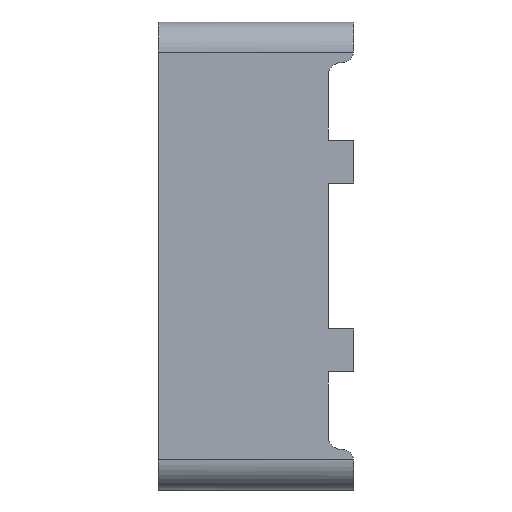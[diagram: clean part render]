
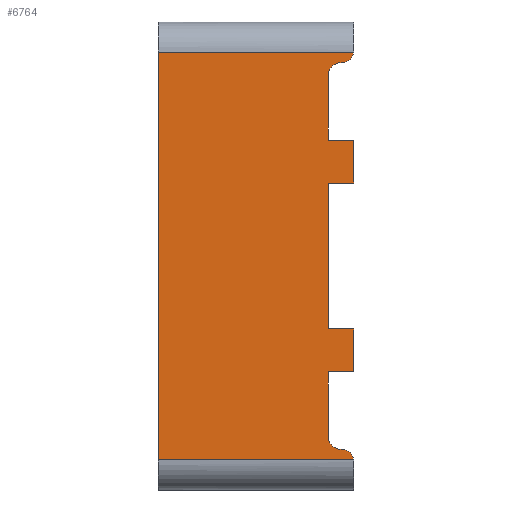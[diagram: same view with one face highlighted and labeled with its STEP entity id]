
A CAD part, left-side view. The second image highlights one B-rep face of the part: STEP entity #6764.
In plain terms, the highlighted planar face has unit normal (-1, 0, 0).
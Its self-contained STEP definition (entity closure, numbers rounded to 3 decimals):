
#55 = CARTESIAN_POINT ( 'NONE',  ( -54.5, 6., 27. ) ) ;
#201 = VECTOR ( 'NONE', #3976, 1000. ) ;
#235 = ORIENTED_EDGE ( 'NONE', *, *, #4415, .T. ) ;
#512 = CARTESIAN_POINT ( 'NONE',  ( -54.5, 0.042, -47.5 ) ) ;
#637 = VERTEX_POINT ( 'NONE', #12409 ) ;
#640 = CARTESIAN_POINT ( 'NONE',  ( -54.5, 6., 45. ) ) ;
#815 = CARTESIAN_POINT ( 'NONE',  ( -54.5, 3., -42. ) ) ;
#834 = CARTESIAN_POINT ( 'NONE',  ( -54.5, 0., -27. ) ) ;
#894 = VECTOR ( 'NONE', #12675, 1000. ) ;
#896 = LINE ( 'NONE', #834, #8245 ) ;
#927 = AXIS2_PLACEMENT_3D ( 'NONE', #11473, #9659, #3656 ) ;
#1081 = VERTEX_POINT ( 'NONE', #9672 ) ;
#1127 = ORIENTED_EDGE ( 'NONE', *, *, #6897, .T. ) ;
#1214 = ORIENTED_EDGE ( 'NONE', *, *, #7396, .T. ) ;
#1235 = CARTESIAN_POINT ( 'NONE',  ( -54.5, 45.6, 47.5 ) ) ;
#1259 = CARTESIAN_POINT ( 'NONE',  ( -54.5, 0., 27. ) ) ;
#1277 = LINE ( 'NONE', #12114, #5893 ) ;
#1362 = PLANE ( 'NONE',  #4911 ) ;
#1500 = VERTEX_POINT ( 'NONE', #7525 ) ;
#1748 = CARTESIAN_POINT ( 'NONE',  ( -54.5, 3., -45. ) ) ;
#1798 = CARTESIAN_POINT ( 'NONE',  ( -54.5, 0., -17. ) ) ;
#1807 = ORIENTED_EDGE ( 'NONE', *, *, #5765, .T. ) ;
#1901 = CARTESIAN_POINT ( 'NONE',  ( -54.5, 6., 42. ) ) ;
#1906 = CARTESIAN_POINT ( 'NONE',  ( -54.5, 45.6, 47.5 ) ) ;
#2003 = LINE ( 'NONE', #2841, #9440 ) ;
#2131 = DIRECTION ( 'NONE',  ( 0., 0., -1. ) ) ;
#2157 = LINE ( 'NONE', #1259, #3219 ) ;
#2432 = DIRECTION ( 'NONE',  ( 0., 0., 1. ) ) ;
#2441 = DIRECTION ( 'NONE',  ( 0., 0., 1. ) ) ;
#2533 = AXIS2_PLACEMENT_3D ( 'NONE', #9974, #9131, #7070 ) ;
#2563 = LINE ( 'NONE', #12124, #6413 ) ;
#2674 = LINE ( 'NONE', #6603, #894 ) ;
#2702 = EDGE_CURVE ( 'NONE', #6878, #5457, #4424, .T. ) ;
#2809 = EDGE_CURVE ( 'NONE', #4780, #6878, #4697, .T. ) ;
#2841 = CARTESIAN_POINT ( 'NONE',  ( -54.5, 0., 27. ) ) ;
#2935 = DIRECTION ( 'NONE',  ( 0., 0., 1. ) ) ;
#2948 = LINE ( 'NONE', #9786, #201 ) ;
#2981 = DIRECTION ( 'NONE',  ( 0., 1., 0. ) ) ;
#3077 = AXIS2_PLACEMENT_3D ( 'NONE', #6612, #10556, #8915 ) ;
#3219 = VECTOR ( 'NONE', #10025, 1000. ) ;
#3336 = VERTEX_POINT ( 'NONE', #1906 ) ;
#3345 = CARTESIAN_POINT ( 'NONE',  ( -54.5, 3., 45. ) ) ;
#3416 = CARTESIAN_POINT ( 'NONE',  ( -54.5, 6., -42. ) ) ;
#3656 = DIRECTION ( 'NONE',  ( 0., 0., -1. ) ) ;
#3835 = LINE ( 'NONE', #4931, #8634 ) ;
#3976 = DIRECTION ( 'NONE',  ( 0., -1., 0. ) ) ;
#4129 = VERTEX_POINT ( 'NONE', #55 ) ;
#4179 = CIRCLE ( 'NONE', #2533, 3. ) ;
#4213 = EDGE_CURVE ( 'NONE', #1500, #637, #2157, .T. ) ;
#4307 = VECTOR ( 'NONE', #6564, 1000. ) ;
#4415 = EDGE_CURVE ( 'NONE', #6649, #1081, #1277, .T. ) ;
#4424 = CIRCLE ( 'NONE', #927, 3. ) ;
#4635 = VECTOR ( 'NONE', #8626, 1000. ) ;
#4682 = DIRECTION ( 'NONE',  ( 1., 0., 0. ) ) ;
#4697 = LINE ( 'NONE', #9401, #4635 ) ;
#4780 = VERTEX_POINT ( 'NONE', #11069 ) ;
#4810 = DIRECTION ( 'NONE',  ( 0., 0., -1. ) ) ;
#4911 = AXIS2_PLACEMENT_3D ( 'NONE', #1235, #9220, #2131 ) ;
#4931 = CARTESIAN_POINT ( 'NONE',  ( -54.5, 6., 45. ) ) ;
#5126 = VECTOR ( 'NONE', #2981, 1000. ) ;
#5142 = CIRCLE ( 'NONE', #3077, 3. ) ;
#5215 = DIRECTION ( 'NONE',  ( 0., 1., 0. ) ) ;
#5457 = VERTEX_POINT ( 'NONE', #1748 ) ;
#5765 = EDGE_CURVE ( 'NONE', #5457, #9419, #7402, .T. ) ;
#5879 = EDGE_CURVE ( 'NONE', #9419, #10111, #3835, .T. ) ;
#5893 = VECTOR ( 'NONE', #2432, 1000. ) ;
#5907 = CARTESIAN_POINT ( 'NONE',  ( -54.5, 6., -27. ) ) ;
#6331 = EDGE_CURVE ( 'NONE', #1500, #1081, #7886, .T. ) ;
#6413 = VECTOR ( 'NONE', #2441, 1000. ) ;
#6564 = DIRECTION ( 'NONE',  ( 0., 0., 1. ) ) ;
#6598 = CARTESIAN_POINT ( 'NONE',  ( -54.5, 0.042, 47.5 ) ) ;
#6603 = CARTESIAN_POINT ( 'NONE',  ( -54.5, 0., -17. ) ) ;
#6612 = CARTESIAN_POINT ( 'NONE',  ( -54.5, 3., 42. ) ) ;
#6618 = EDGE_CURVE ( 'NONE', #637, #4129, #2003, .T. ) ;
#6643 = ORIENTED_EDGE ( 'NONE', *, *, #5879, .T. ) ;
#6649 = VERTEX_POINT ( 'NONE', #6706 ) ;
#6706 = CARTESIAN_POINT ( 'NONE',  ( -54.5, 6., -17. ) ) ;
#6764 = ADVANCED_FACE ( 'NONE', ( #8257 ), #1362, .F. ) ;
#6830 = DIRECTION ( 'NONE',  ( 0., 1., 0. ) ) ;
#6878 = VERTEX_POINT ( 'NONE', #512 ) ;
#6897 = EDGE_CURVE ( 'NONE', #4129, #10463, #10318, .T. ) ;
#6997 = VERTEX_POINT ( 'NONE', #1798 ) ;
#7025 = EDGE_CURVE ( 'NONE', #3336, #12106, #2948, .T. ) ;
#7070 = DIRECTION ( 'NONE',  ( 0., 0., -1. ) ) ;
#7165 = CARTESIAN_POINT ( 'NONE',  ( -54.5, 0., -27. ) ) ;
#7298 = ORIENTED_EDGE ( 'NONE', *, *, #9934, .F. ) ;
#7396 = EDGE_CURVE ( 'NONE', #10463, #10996, #5142, .T. ) ;
#7402 = CIRCLE ( 'NONE', #9255, 3. ) ;
#7525 = CARTESIAN_POINT ( 'NONE',  ( -54.5, 0., 17. ) ) ;
#7886 = LINE ( 'NONE', #8785, #5126 ) ;
#7906 = ORIENTED_EDGE ( 'NONE', *, *, #4213, .T. ) ;
#8182 = CARTESIAN_POINT ( 'NONE',  ( -54.5, 0., -17. ) ) ;
#8245 = VECTOR ( 'NONE', #8693, 1000. ) ;
#8257 = FACE_OUTER_BOUND ( 'NONE', #10804, .T. ) ;
#8430 = EDGE_CURVE ( 'NONE', #12211, #10111, #896, .T. ) ;
#8626 = DIRECTION ( 'NONE',  ( 0., -1., 0. ) ) ;
#8631 = EDGE_CURVE ( 'NONE', #6997, #6649, #9270, .T. ) ;
#8634 = VECTOR ( 'NONE', #2935, 1000. ) ;
#8693 = DIRECTION ( 'NONE',  ( 0., 1., 0. ) ) ;
#8785 = CARTESIAN_POINT ( 'NONE',  ( -54.5, 0., 17. ) ) ;
#8809 = ORIENTED_EDGE ( 'NONE', *, *, #2809, .T. ) ;
#8824 = ORIENTED_EDGE ( 'NONE', *, *, #11301, .T. ) ;
#8915 = DIRECTION ( 'NONE',  ( 0., 0., -1. ) ) ;
#9131 = DIRECTION ( 'NONE',  ( -1., 0., 0. ) ) ;
#9220 = DIRECTION ( 'NONE',  ( 1., 0., 0. ) ) ;
#9255 = AXIS2_PLACEMENT_3D ( 'NONE', #815, #4682, #4810 ) ;
#9270 = LINE ( 'NONE', #8182, #9697 ) ;
#9401 = CARTESIAN_POINT ( 'NONE',  ( -54.5, 45.6, -47.5 ) ) ;
#9419 = VERTEX_POINT ( 'NONE', #3416 ) ;
#9440 = VECTOR ( 'NONE', #6830, 1000. ) ;
#9557 = ORIENTED_EDGE ( 'NONE', *, *, #7025, .F. ) ;
#9602 = ORIENTED_EDGE ( 'NONE', *, *, #11604, .T. ) ;
#9659 = DIRECTION ( 'NONE',  ( -1., 0., 0. ) ) ;
#9672 = CARTESIAN_POINT ( 'NONE',  ( -54.5, 6., 17. ) ) ;
#9697 = VECTOR ( 'NONE', #5215, 1000. ) ;
#9742 = ORIENTED_EDGE ( 'NONE', *, *, #8430, .F. ) ;
#9786 = CARTESIAN_POINT ( 'NONE',  ( -54.5, 45.6, 47.5 ) ) ;
#9934 = EDGE_CURVE ( 'NONE', #4780, #3336, #2563, .T. ) ;
#9974 = CARTESIAN_POINT ( 'NONE',  ( -54.5, 3., 48. ) ) ;
#10025 = DIRECTION ( 'NONE',  ( 0., 0., 1. ) ) ;
#10111 = VERTEX_POINT ( 'NONE', #5907 ) ;
#10318 = LINE ( 'NONE', #640, #4307 ) ;
#10335 = ORIENTED_EDGE ( 'NONE', *, *, #6618, .T. ) ;
#10463 = VERTEX_POINT ( 'NONE', #1901 ) ;
#10556 = DIRECTION ( 'NONE',  ( 1., 0., 0. ) ) ;
#10686 = ORIENTED_EDGE ( 'NONE', *, *, #2702, .T. ) ;
#10804 = EDGE_LOOP ( 'NONE', ( #6643, #9742, #9602, #12224, #235, #11304, #7906, #10335, #1127, #1214, #8824, #9557, #7298, #8809, #10686, #1807 ) ) ;
#10996 = VERTEX_POINT ( 'NONE', #3345 ) ;
#11069 = CARTESIAN_POINT ( 'NONE',  ( -54.5, 45.6, -47.5 ) ) ;
#11301 = EDGE_CURVE ( 'NONE', #10996, #12106, #4179, .T. ) ;
#11304 = ORIENTED_EDGE ( 'NONE', *, *, #6331, .F. ) ;
#11473 = CARTESIAN_POINT ( 'NONE',  ( -54.5, 3., -48. ) ) ;
#11604 = EDGE_CURVE ( 'NONE', #12211, #6997, #2674, .T. ) ;
#12106 = VERTEX_POINT ( 'NONE', #6598 ) ;
#12114 = CARTESIAN_POINT ( 'NONE',  ( -54.5, 6., 45. ) ) ;
#12124 = CARTESIAN_POINT ( 'NONE',  ( -54.5, 45.6, 47.5 ) ) ;
#12211 = VERTEX_POINT ( 'NONE', #7165 ) ;
#12224 = ORIENTED_EDGE ( 'NONE', *, *, #8631, .T. ) ;
#12409 = CARTESIAN_POINT ( 'NONE',  ( -54.5, 0., 27. ) ) ;
#12675 = DIRECTION ( 'NONE',  ( 0., 0., 1. ) ) ;
